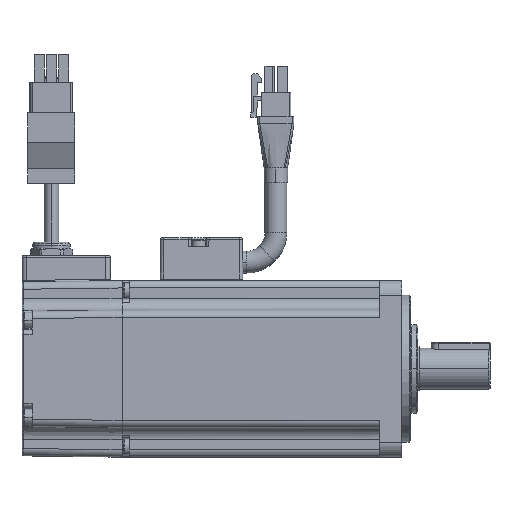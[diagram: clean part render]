
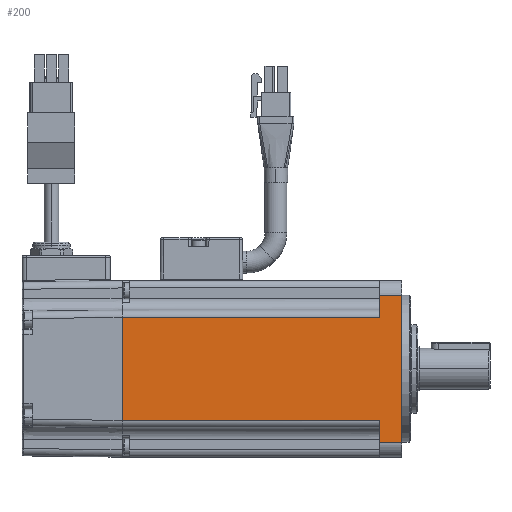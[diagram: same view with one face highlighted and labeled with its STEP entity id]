
A CAD part, left-side view. The second image highlights one B-rep face of the part: STEP entity #200.
In plain terms, the highlighted planar face has unit normal (-1, 0, 0).
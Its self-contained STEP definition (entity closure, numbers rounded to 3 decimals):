
#200=ADVANCED_FACE('',(#1764),#1765,.T.);
#1764=FACE_OUTER_BOUND('',#6582,.T.);
#1765=PLANE('',#6583);
#6582=EDGE_LOOP('',(#26139,#26140,#26141,#26142,#26143,#26144,#26145,#26146));
#6583=AXIS2_PLACEMENT_3D('',#26147,#26148,#26149);
#26139=ORIENTED_EDGE('',*,*,#36284,.F.);
#26140=ORIENTED_EDGE('',*,*,#36283,.T.);
#26141=ORIENTED_EDGE('',*,*,#36285,.T.);
#26142=ORIENTED_EDGE('',*,*,#36286,.F.);
#26143=ORIENTED_EDGE('',*,*,#36287,.F.);
#26144=ORIENTED_EDGE('',*,*,#36288,.F.);
#26145=ORIENTED_EDGE('',*,*,#36289,.T.);
#26146=ORIENTED_EDGE('',*,*,#36290,.T.);
#26147=CARTESIAN_POINT('',(-30.,30.5,-30.));
#26148=DIRECTION('',(-1.0,0.0,0.0));
#26149=DIRECTION('',(0.0,0.0,1.0));
#36283=EDGE_CURVE('',#40290,#40292,#40294,.T.);
#36284=EDGE_CURVE('',#40290,#40295,#40296,.T.);
#36285=EDGE_CURVE('',#40292,#40297,#40298,.T.);
#36286=EDGE_CURVE('',#40299,#40297,#40300,.T.);
#36287=EDGE_CURVE('',#40301,#40299,#40302,.T.);
#36288=EDGE_CURVE('',#40303,#40301,#40304,.T.);
#36289=EDGE_CURVE('',#40303,#40305,#40306,.T.);
#36290=EDGE_CURVE('',#40305,#40295,#40307,.T.);
#40290=VERTEX_POINT('',#47366);
#40292=VERTEX_POINT('',#47391);
#40294=LINE('',#47393,#47394);
#40295=VERTEX_POINT('',#47395);
#40296=LINE('',#47396,#47397);
#40297=VERTEX_POINT('',#47398);
#40298=LINE('',#47399,#47400);
#40299=VERTEX_POINT('',#47401);
#40300=LINE('',#47402,#47403);
#40301=VERTEX_POINT('',#47404);
#40302=LINE('',#47405,#47406);
#40303=VERTEX_POINT('',#47407);
#40304=LINE('',#47408,#47409);
#40305=VERTEX_POINT('',#47410);
#40306=LINE('',#47411,#47412);
#40307=LINE('',#47413,#47414);
#47366=CARTESIAN_POINT('',(-30.,95.7,-17.5));
#47391=CARTESIAN_POINT('',(-30.,8.2,-17.5));
#47393=CARTESIAN_POINT('',(-30.,95.7,-17.5));
#47394=VECTOR('',#59750,87.5);
#47395=CARTESIAN_POINT('',(-30.,95.7,17.5));
#47396=CARTESIAN_POINT('',(-30.,95.7,-17.5));
#47397=VECTOR('',#59751,35.);
#47398=CARTESIAN_POINT('',(-30.,8.2,-25.));
#47399=CARTESIAN_POINT('',(-30.,8.2,-17.5));
#47400=VECTOR('',#59752,7.5);
#47401=CARTESIAN_POINT('',(-30.,0.7,-25.));
#47402=CARTESIAN_POINT('',(-30.,0.7,-25.));
#47403=VECTOR('',#59753,7.5);
#47404=CARTESIAN_POINT('',(-30.,0.7,25.));
#47405=CARTESIAN_POINT('',(-30.,0.7,25.));
#47406=VECTOR('',#59754,50.);
#47407=CARTESIAN_POINT('',(-30.,8.2,25.));
#47408=CARTESIAN_POINT('',(-30.,8.2,25.));
#47409=VECTOR('',#59755,7.5);
#47410=CARTESIAN_POINT('',(-30.,8.2,17.5));
#47411=CARTESIAN_POINT('',(-30.,8.2,25.));
#47412=VECTOR('',#59756,7.5);
#47413=CARTESIAN_POINT('',(-30.,8.2,17.5));
#47414=VECTOR('',#59757,87.5);
#59750=DIRECTION('',(0.,-1.,0.));
#59751=DIRECTION('',(0.,0.,1.0));
#59752=DIRECTION('',(0.0,0.0,-1.0));
#59753=DIRECTION('',(0.0,1.0,0.0));
#59754=DIRECTION('',(0.0,0.0,-1.0));
#59755=DIRECTION('',(0.0,-1.0,0.0));
#59756=DIRECTION('',(0.0,0.0,-1.0));
#59757=DIRECTION('',(0.0,1.,0.));
